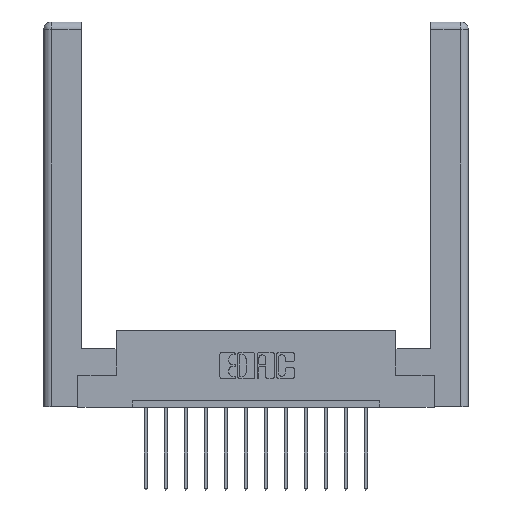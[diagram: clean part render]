
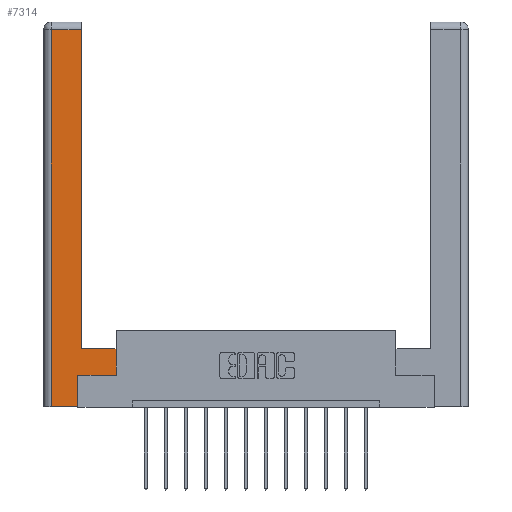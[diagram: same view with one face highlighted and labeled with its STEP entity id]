
A CAD part, top view. The second image highlights one B-rep face of the part: STEP entity #7314.
In plain terms, the highlighted planar face has unit normal (0, 0, 1).
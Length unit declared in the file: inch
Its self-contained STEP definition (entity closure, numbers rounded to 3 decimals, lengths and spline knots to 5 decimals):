
#97 = ORIENTED_EDGE ( 'NONE', *, *, #12535, .T. ) ;
#565 = VECTOR ( 'NONE', #4191, 39.37008 ) ;
#571 = VERTEX_POINT ( 'NONE', #9471 ) ;
#747 = DIRECTION ( 'NONE',  ( 0., -1., 0. ) ) ;
#1124 = EDGE_CURVE ( 'NONE', #7312, #3038, #1814, .T. ) ;
#1372 = VERTEX_POINT ( 'NONE', #2573 ) ;
#1615 = EDGE_CURVE ( 'NONE', #14144, #1372, #13946, .T. ) ;
#1814 = LINE ( 'NONE', #10089, #13787 ) ;
#2147 = CARTESIAN_POINT ( 'NONE',  ( 0.0615, 2.94, 0. ) ) ;
#2573 = CARTESIAN_POINT ( 'NONE',  ( 0.265, 0., 0. ) ) ;
#2645 = EDGE_CURVE ( 'NONE', #1372, #571, #11817, .T. ) ;
#2959 = EDGE_CURVE ( 'NONE', #571, #14566, #11640, .T. ) ;
#3038 = VERTEX_POINT ( 'NONE', #8443 ) ;
#3444 = VECTOR ( 'NONE', #8375, 39.37008 ) ;
#3794 = EDGE_CURVE ( 'NONE', #3038, #12316, #6578, .T. ) ;
#4191 = DIRECTION ( 'NONE',  ( -1., 0., 0. ) ) ;
#4419 = VECTOR ( 'NONE', #6996, 39.37008 ) ;
#4713 = CARTESIAN_POINT ( 'NONE',  ( 0.0615, 0., 0. ) ) ;
#4929 = ORIENTED_EDGE ( 'NONE', *, *, #15125, .T. ) ;
#5649 = DIRECTION ( 'NONE',  ( 0., 1., 0. ) ) ;
#5747 = ORIENTED_EDGE ( 'NONE', *, *, #3794, .T. ) ;
#5804 = PLANE ( 'NONE',  #10496 ) ;
#5844 = ORIENTED_EDGE ( 'NONE', *, *, #1615, .T. ) ;
#6026 = ORIENTED_EDGE ( 'NONE', *, *, #1124, .T. ) ;
#6053 = VECTOR ( 'NONE', #15364, 39.37008 ) ;
#6578 = LINE ( 'NONE', #2147, #9392 ) ;
#6719 = ORIENTED_EDGE ( 'NONE', *, *, #2645, .T. ) ;
#6841 = CARTESIAN_POINT ( 'NONE',  ( 0.0615, 2.94, 0. ) ) ;
#6903 = DIRECTION ( 'NONE',  ( -1., 0., 0. ) ) ;
#6996 = DIRECTION ( 'NONE',  ( 1., 0., 0. ) ) ;
#7105 = DIRECTION ( 'NONE',  ( -1., 0., 0. ) ) ;
#7312 = VERTEX_POINT ( 'NONE', #8302 ) ;
#7314 = ADVANCED_FACE ( 'NONE', ( #9661 ), #5804, .F. ) ;
#8302 = CARTESIAN_POINT ( 'NONE',  ( 0.295, 0.45, 0. ) ) ;
#8327 = EDGE_LOOP ( 'NONE', ( #6026, #5747, #4929, #5844, #6719, #14900, #97, #11107 ) ) ;
#8375 = DIRECTION ( 'NONE',  ( 0., 1., 0. ) ) ;
#8443 = CARTESIAN_POINT ( 'NONE',  ( 0.295, 2.94, 0. ) ) ;
#8560 = CARTESIAN_POINT ( 'NONE',  ( 0.565, 0.245, 0. ) ) ;
#8772 = VERTEX_POINT ( 'NONE', #10787 ) ;
#9239 = EDGE_CURVE ( 'NONE', #8772, #7312, #11954, .T. ) ;
#9357 = DIRECTION ( 'NONE',  ( 0., 0., -1. ) ) ;
#9392 = VECTOR ( 'NONE', #6903, 39.37008 ) ;
#9471 = CARTESIAN_POINT ( 'NONE',  ( 0.265, 0.245, 0. ) ) ;
#9661 = FACE_OUTER_BOUND ( 'NONE', #8327, .T. ) ;
#9777 = LINE ( 'NONE', #12656, #11637 ) ;
#10089 = CARTESIAN_POINT ( 'NONE',  ( 0.295, 3., 0. ) ) ;
#10496 = AXIS2_PLACEMENT_3D ( 'NONE', #15340, #9357, #7105 ) ;
#10526 = CARTESIAN_POINT ( 'NONE',  ( 0.265, 0., 0. ) ) ;
#10787 = CARTESIAN_POINT ( 'NONE',  ( 0.565, 0.45, 0. ) ) ;
#10904 = VECTOR ( 'NONE', #10945, 39.37008 ) ;
#10945 = DIRECTION ( 'NONE',  ( 0., 1., 0. ) ) ;
#11107 = ORIENTED_EDGE ( 'NONE', *, *, #9239, .T. ) ;
#11310 = LINE ( 'NONE', #11836, #3444 ) ;
#11637 = VECTOR ( 'NONE', #747, 39.37008 ) ;
#11640 = LINE ( 'NONE', #15219, #6053 ) ;
#11817 = LINE ( 'NONE', #11962, #10904 ) ;
#11836 = CARTESIAN_POINT ( 'NONE',  ( 0.565, 0.45, 0. ) ) ;
#11954 = LINE ( 'NONE', #12406, #565 ) ;
#11962 = CARTESIAN_POINT ( 'NONE',  ( 0.265, 0.245, 0. ) ) ;
#12316 = VERTEX_POINT ( 'NONE', #6841 ) ;
#12406 = CARTESIAN_POINT ( 'NONE',  ( 0.295, 0.45, 0. ) ) ;
#12535 = EDGE_CURVE ( 'NONE', #14566, #8772, #11310, .T. ) ;
#12656 = CARTESIAN_POINT ( 'NONE',  ( 0.0615, 0., 0. ) ) ;
#13787 = VECTOR ( 'NONE', #5649, 39.37008 ) ;
#13946 = LINE ( 'NONE', #10526, #4419 ) ;
#14144 = VERTEX_POINT ( 'NONE', #4713 ) ;
#14566 = VERTEX_POINT ( 'NONE', #8560 ) ;
#14900 = ORIENTED_EDGE ( 'NONE', *, *, #2959, .T. ) ;
#15125 = EDGE_CURVE ( 'NONE', #12316, #14144, #9777, .T. ) ;
#15219 = CARTESIAN_POINT ( 'NONE',  ( 0.565, 0.245, 0. ) ) ;
#15340 = CARTESIAN_POINT ( 'NONE',  ( 0., 0., 0. ) ) ;
#15364 = DIRECTION ( 'NONE',  ( 1., 0., 0. ) ) ;
